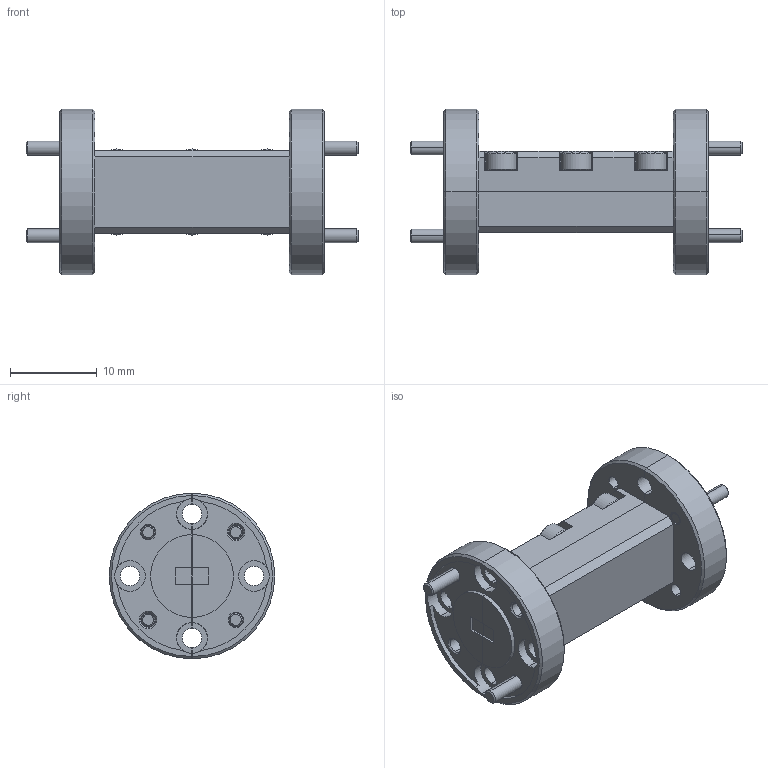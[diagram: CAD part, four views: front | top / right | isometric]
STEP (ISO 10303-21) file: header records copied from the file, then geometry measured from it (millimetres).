
FILE_DESCRIPTION (( 'STEP AP203' ), '1' );
FILE_NAME ('SWF-50346340-15-H1.STEP', '2019-12-30T23:47:25', ( '' ), ( '' ), 'SwSTEP 2.0', 'SolidWorks 2016', '' );
FILE_SCHEMA (( 'CONFIG_CONTROL_DESIGN' ));
Length unit declared in the file: inch
Products named in the file (1): SWF-50346340-15-H1
Bounding box: 38.23 x 19.05 x 19.05 mm (x, y, z)
Volume: 3856.2 mm3; surface area: 4282.3 mm2
Topology: 12 solids, 12 shells, 685 faces, 1795 edges, 1142 vertices
Faces by surface type: cylinder 377, plane 166, cone 130, bspline 12
Entity records: 27330 total; most frequent: CARTESIAN_POINT 11747, ORIENTED_EDGE 3566, DIRECTION 2975, EDGE_CURVE 1783, VERTEX_POINT 1142, AXIS2_PLACEMENT_3D 1088, VECTOR 799, LINE 799
